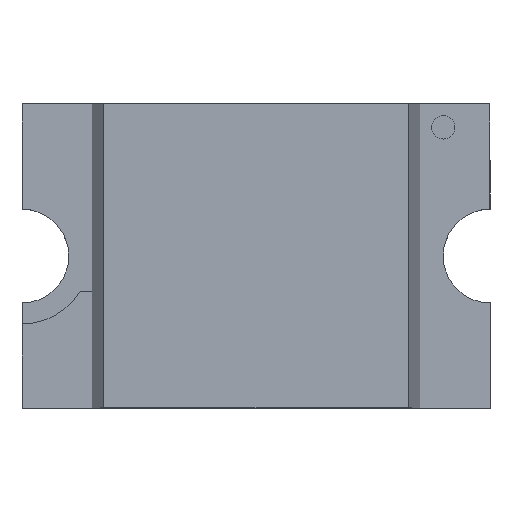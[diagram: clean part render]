
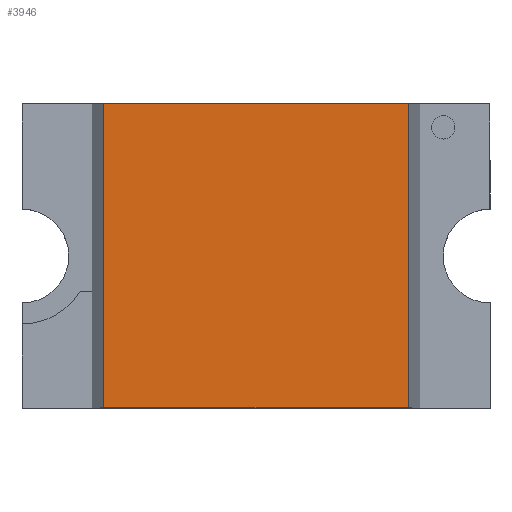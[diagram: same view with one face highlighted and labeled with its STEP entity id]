
A CAD part, top view. The second image highlights one B-rep face of the part: STEP entity #3946.
In plain terms, the highlighted planar face has unit normal (0, 0, 1).
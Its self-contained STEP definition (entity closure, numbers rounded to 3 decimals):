
#1009=ORIENTED_EDGE('',*,*,#1460,.T.);
#1010=ORIENTED_EDGE('',*,*,#1453,.F.);
#1011=ORIENTED_EDGE('',*,*,#1461,.F.);
#1012=ORIENTED_EDGE('',*,*,#1458,.T.);
#1453=EDGE_CURVE('',#1748,#1745,#2116,.T.);
#1458=EDGE_CURVE('',#1752,#1751,#2121,.T.);
#1460=EDGE_CURVE('',#1751,#1745,#2123,.T.);
#1461=EDGE_CURVE('',#1752,#1748,#2124,.T.);
#1745=VERTEX_POINT('',#5937);
#1748=VERTEX_POINT('',#5942);
#1751=VERTEX_POINT('',#5952);
#1752=VERTEX_POINT('',#5954);
#2116=LINE('',#5943,#2488);
#2121=LINE('',#5953,#2493);
#2123=LINE('',#5957,#2495);
#2124=LINE('',#5958,#2496);
#2488=VECTOR('',#5039,1000.);
#2493=VECTOR('',#5048,1000.);
#2495=VECTOR('',#5052,1000.);
#2496=VECTOR('',#5053,1000.);
#2668=EDGE_LOOP('',(#1009,#1010,#1011,#1012));
#2842=FACE_BOUND('',#2668,.T.);
#2977=PLANE('',#4206);
#3946=ADVANCED_FACE('',(#2842),#2977,.F.);
#4206=AXIS2_PLACEMENT_3D('',#5956,#5050,#5051);
#5039=DIRECTION('',(0.,1.,0.));
#5048=DIRECTION('',(0.,1.,0.));
#5050=DIRECTION('',(0.,0.,-1.));
#5051=DIRECTION('',(-1.,0.,0.));
#5052=DIRECTION('',(-1.,0.,0.));
#5053=DIRECTION('',(-1.,0.,0.));
#5937=CARTESIAN_POINT('',(-0.65,0.65,0.8));
#5942=CARTESIAN_POINT('',(-0.65,-0.65,0.8));
#5943=CARTESIAN_POINT('',(-0.65,-0.65,0.8));
#5952=CARTESIAN_POINT('',(0.65,0.65,0.8));
#5953=CARTESIAN_POINT('',(0.65,-0.65,0.8));
#5954=CARTESIAN_POINT('',(0.65,-0.65,0.8));
#5956=CARTESIAN_POINT('',(-0.65,-0.65,0.8));
#5957=CARTESIAN_POINT('',(-0.65,0.65,0.8));
#5958=CARTESIAN_POINT('',(-0.65,-0.65,0.8));
